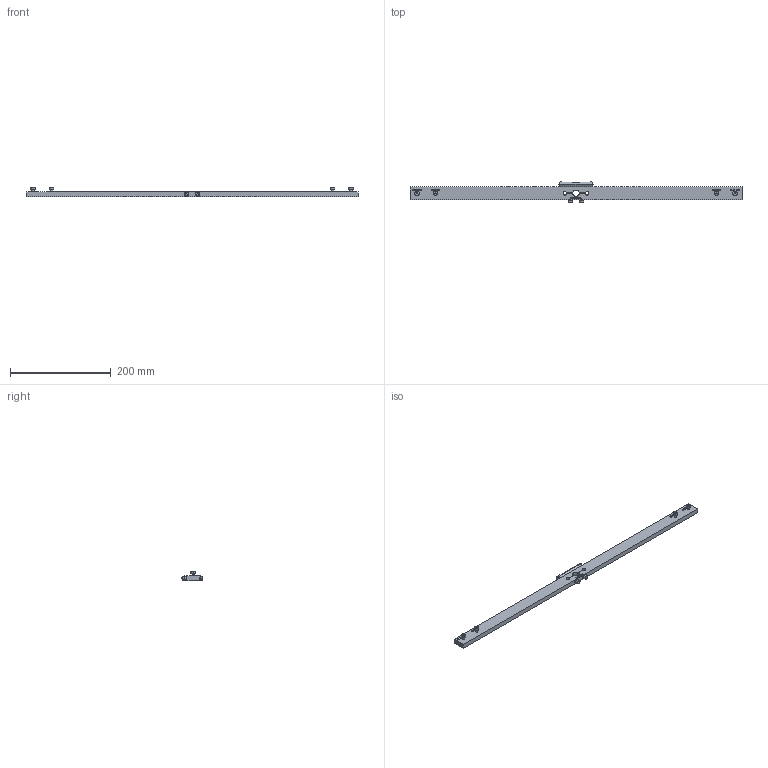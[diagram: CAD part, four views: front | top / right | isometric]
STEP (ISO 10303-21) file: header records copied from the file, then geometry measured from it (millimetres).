
FILE_DESCRIPTION (( 'STEP AP214' ), '1' );
FILE_NAME ('CB-700_EF.STEP', '2017-12-15T15:18:09', ( '' ), ( '' ), 'SwSTEP 2.0', 'SolidWorks 2017', '' );
FILE_SCHEMA (( 'AUTOMOTIVE_DESIGN' ));
Length unit declared in the file: inch
Products named in the file (1): CB-700_EF
Bounding box: 660.4 x 41.84 x 19.74 mm (x, y, z)
Surface area: 51128.9 mm2 (no closed solid volume)
Topology: 0 solids, 53 shells, 171 faces, 987 edges, 856 vertices
Faces by surface type: plane 115, cylinder 41, torus 4, sphere 4, cone 4, bspline 3
Entity records: 16074 total; most frequent: CARTESIAN_POINT 6821, ORIENTED_EDGE 1236, DIRECTION 1191, EDGE_CURVE 983, VERTEX_POINT 856, VECTOR 541, LINE 541, AXIS2_PLACEMENT_3D 325
